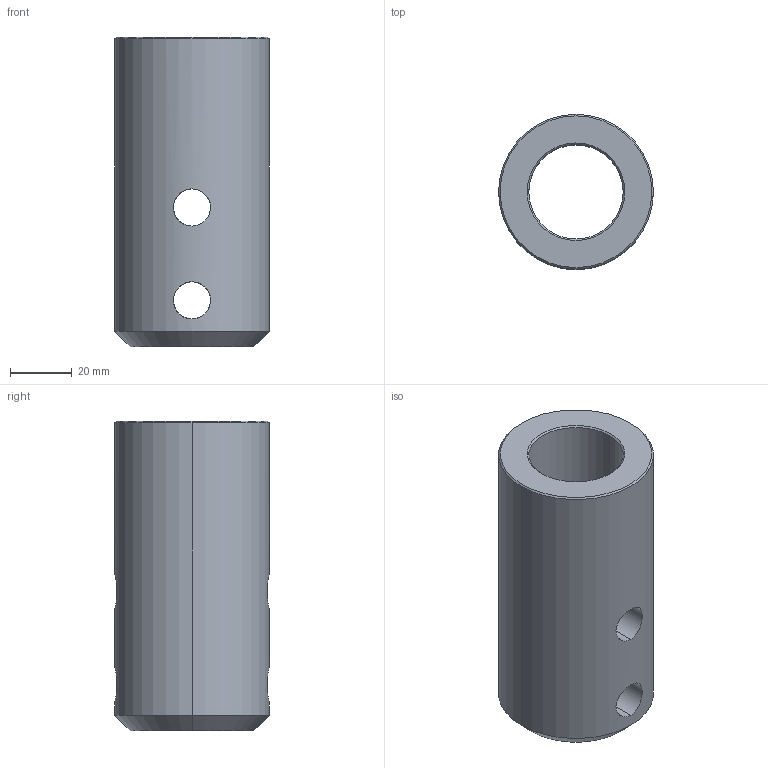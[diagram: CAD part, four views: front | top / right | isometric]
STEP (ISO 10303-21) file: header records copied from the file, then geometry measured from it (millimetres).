
FILE_DESCRIPTION (( 'STEP AP203' ), '1' );
FILE_NAME ('Bride transmission.STEP', '2021-07-08T18:27:53', ( 'Romain' ), ( '' ), 'SwSTEP 2.0', 'SolidWorks 2016', '' );
FILE_SCHEMA (( 'CONFIG_CONTROL_DESIGN' ));
Length unit declared in the file: millimetre
Products named in the file (1): Bride transmission
Bounding box: 50 x 50 x 100 mm (x, y, z)
Volume: 116957.8 mm3; surface area: 27778.6 mm2
Topology: 1 solids, 1 shells, 20 faces, 48 edges, 30 vertices
Faces by surface type: cylinder 12, cone 6, plane 2
Entity records: 1307 total; most frequent: CARTESIAN_POINT 763, ORIENTED_EDGE 96, DIRECTION 88, EDGE_CURVE 48, AXIS2_PLACEMENT_3D 35, VERTEX_POINT 30, EDGE_LOOP 30, FACE_OUTER_BOUND 20
